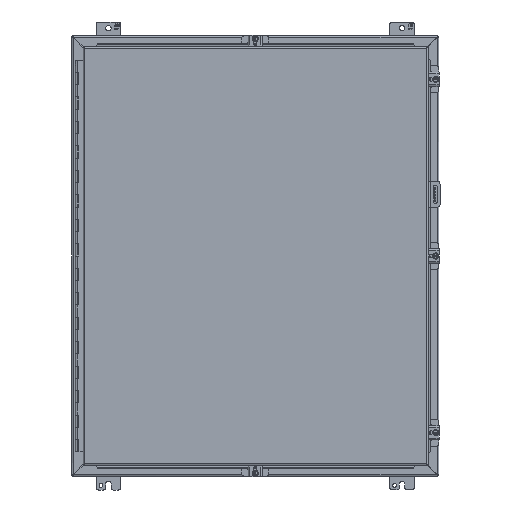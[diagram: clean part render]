
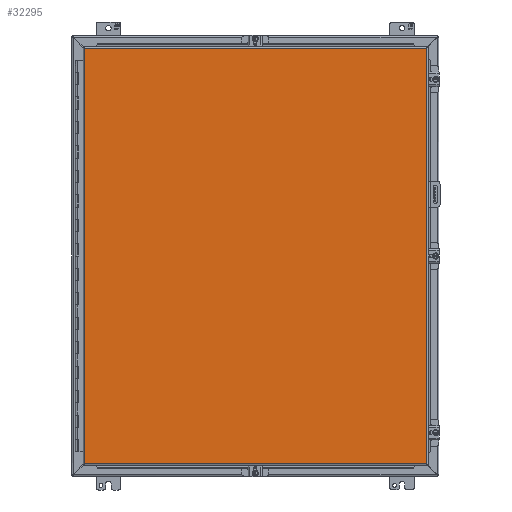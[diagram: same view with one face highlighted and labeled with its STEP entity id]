
A CAD part, front view. The second image highlights one B-rep face of the part: STEP entity #32295.
In plain terms, the highlighted planar face has unit normal (0, -1, 0).
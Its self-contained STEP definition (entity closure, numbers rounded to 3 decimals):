
#593 = CARTESIAN_POINT ( 'NONE',  ( 14.018, -9.174, 1.006 ) ) ;
#7659 = DIRECTION ( 'NONE',  ( -1., 0., 0. ) ) ;
#7946 = CARTESIAN_POINT ( 'NONE',  ( -13.954, -9.174, 34.994 ) ) ;
#11648 = LINE ( 'NONE', #15519, #33182 ) ;
#12253 = EDGE_CURVE ( 'NONE', #17723, #43990, #48954, .T. ) ;
#12569 = AXIS2_PLACEMENT_3D ( 'NONE', #39230, #30864, #30280 ) ;
#12713 = CARTESIAN_POINT ( 'NONE',  ( 14.018, -9.174, 1.006 ) ) ;
#13208 = VECTOR ( 'NONE', #26899, 39.37 ) ;
#14542 = VECTOR ( 'NONE', #25512, 39.37 ) ;
#15519 = CARTESIAN_POINT ( 'NONE',  ( -13.954, -9.174, 1.006 ) ) ;
#17723 = VERTEX_POINT ( 'NONE', #21147 ) ;
#20754 = PLANE ( 'NONE',  #12569 ) ;
#21147 = CARTESIAN_POINT ( 'NONE',  ( 14.018, -9.174, 34.995 ) ) ;
#21499 = VERTEX_POINT ( 'NONE', #36952 ) ;
#21547 = ORIENTED_EDGE ( 'NONE', *, *, #33573, .F. ) ;
#21587 = CARTESIAN_POINT ( 'NONE',  ( -13.954, -9.174, 34.995 ) ) ;
#22252 = ORIENTED_EDGE ( 'NONE', *, *, #38511, .F. ) ;
#25512 = DIRECTION ( 'NONE',  ( 1., 0., 0. ) ) ;
#26094 = VERTEX_POINT ( 'NONE', #21587 ) ;
#26899 = DIRECTION ( 'NONE',  ( 0., 0., -1. ) ) ;
#27810 = VECTOR ( 'NONE', #7659, 39.37 ) ;
#28518 = EDGE_LOOP ( 'NONE', ( #58535, #22252, #21547, #31455 ) ) ;
#29808 = DIRECTION ( 'NONE',  ( 0., 0., 1. ) ) ;
#29992 = LINE ( 'NONE', #7946, #14542 ) ;
#30280 = DIRECTION ( 'NONE',  ( 0., 0., -1. ) ) ;
#30864 = DIRECTION ( 'NONE',  ( 0., -1., 0. ) ) ;
#31455 = ORIENTED_EDGE ( 'NONE', *, *, #57474, .F. ) ;
#32295 = ADVANCED_FACE ( 'NONE', ( #49030 ), #20754, .T. ) ;
#33182 = VECTOR ( 'NONE', #29808, 39.37 ) ;
#33573 = EDGE_CURVE ( 'NONE', #21499, #26094, #11648, .T. ) ;
#34768 = LINE ( 'NONE', #12713, #27810 ) ;
#36952 = CARTESIAN_POINT ( 'NONE',  ( -13.954, -9.174, 1.006 ) ) ;
#38511 = EDGE_CURVE ( 'NONE', #26094, #17723, #29992, .T. ) ;
#39230 = CARTESIAN_POINT ( 'NONE',  ( -13.954, -9.174, 1.006 ) ) ;
#43990 = VERTEX_POINT ( 'NONE', #593 ) ;
#48954 = LINE ( 'NONE', #53706, #13208 ) ;
#49030 = FACE_OUTER_BOUND ( 'NONE', #28518, .T. ) ;
#53706 = CARTESIAN_POINT ( 'NONE',  ( 14.018, -9.174, 34.994 ) ) ;
#57474 = EDGE_CURVE ( 'NONE', #43990, #21499, #34768, .T. ) ;
#58535 = ORIENTED_EDGE ( 'NONE', *, *, #12253, .F. ) ;
